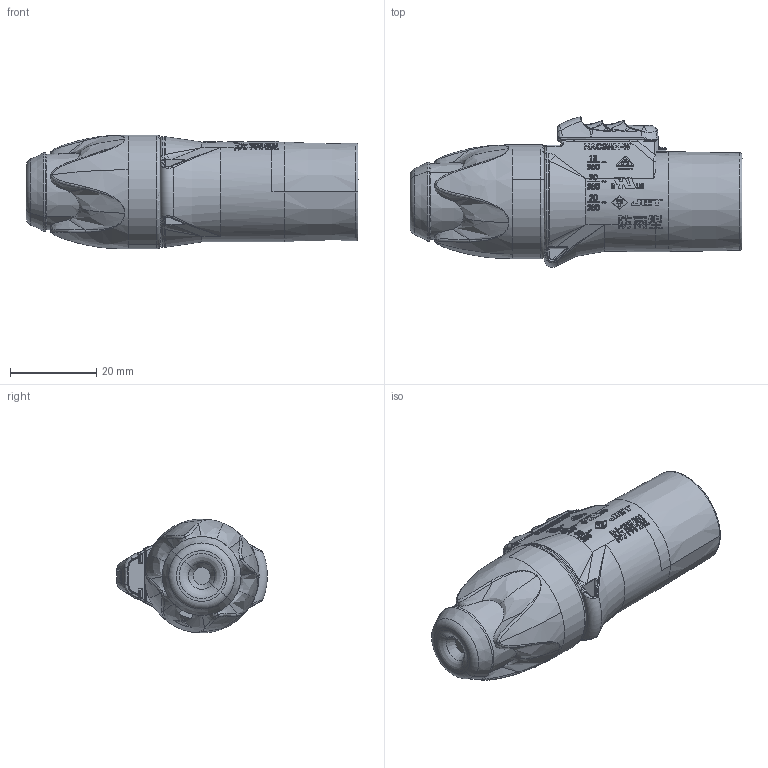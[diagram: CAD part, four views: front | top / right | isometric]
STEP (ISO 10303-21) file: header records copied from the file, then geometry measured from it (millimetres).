
FILE_DESCRIPTION((''),'2;1');
FILE_NAME('NAC3MX-W_SW0002','2019-01-21T',('odo'),(''),'CREO PARAMETRIC BY PTC INC, 2017020','CREO PARAMETRIC BY PTC INC, 2017020','');
FILE_SCHEMA(('CONFIG_CONTROL_DESIGN'));
Products named in the file (1): NAC3MX-W_SW0002
Bounding box: 77.1 x 34.97 x 26.46 mm (x, y, z)
Surface area: 10378.4 mm2 (no closed solid volume)
Topology: 0 solids, 2 shells, 2438 faces, 6405 edges, 4055 vertices
Faces by surface type: plane 934, extrusion 515, bspline 500, cylinder 272, torus 90, cone 85, sphere 42
Entity records: 124052 total; most frequent: CARTESIAN_POINT 69756, ORIENTED_EDGE 12810, DIRECTION 8464, EDGE_CURVE 6405, VERTEX_POINT 4055, VECTOR 3538, LINE 3023, B_SPLINE_CURVE_WITH_KNOTS 2857
